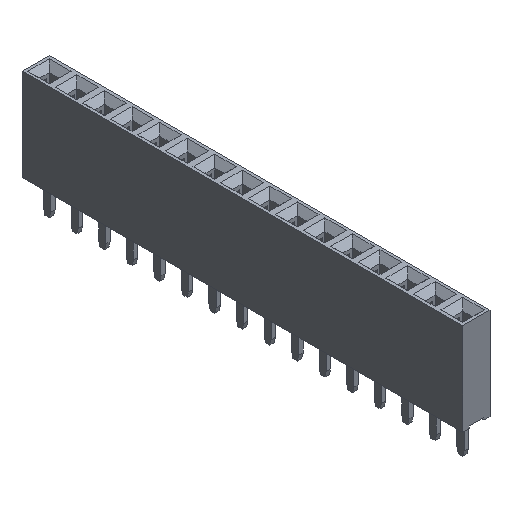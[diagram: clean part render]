
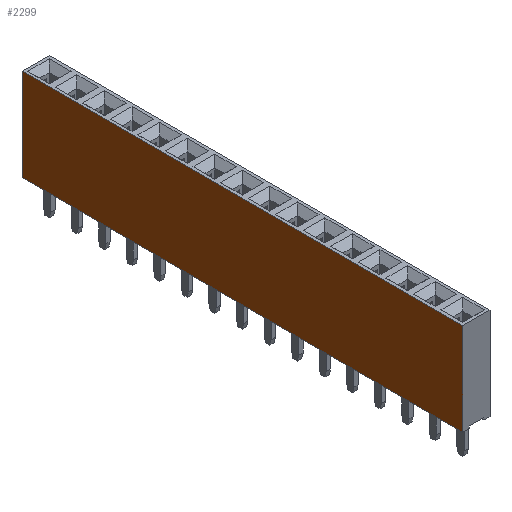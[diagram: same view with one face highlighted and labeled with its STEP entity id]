
A CAD part, isometric view. The second image highlights one B-rep face of the part: STEP entity #2299.
In plain terms, the highlighted planar face has unit normal (-1, 0, 0).
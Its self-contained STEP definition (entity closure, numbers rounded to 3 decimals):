
#901 = VERTEX_POINT('',#902);
#902 = CARTESIAN_POINT('',(-1.25,1.27,0.));
#910 = EDGE_CURVE('',#901,#911,#913,.T.);
#911 = VERTEX_POINT('',#912);
#912 = CARTESIAN_POINT('',(-1.25,1.27,8.5));
#913 = LINE('',#914,#915);
#914 = CARTESIAN_POINT('',(-1.25,1.27,0.));
#915 = VECTOR('',#916,1.);
#916 = DIRECTION('',(0.,0.,1.));
#991 = EDGE_CURVE('',#992,#901,#994,.T.);
#992 = VERTEX_POINT('',#993);
#993 = CARTESIAN_POINT('',(-1.25,-39.37,0.));
#994 = LINE('',#995,#996);
#995 = CARTESIAN_POINT('',(-1.25,-39.37,0.));
#996 = VECTOR('',#997,1.);
#997 = DIRECTION('',(0.,1.,0.));
#1736 = EDGE_CURVE('',#1737,#911,#1739,.T.);
#1737 = VERTEX_POINT('',#1738);
#1738 = CARTESIAN_POINT('',(-1.25,-39.37,8.5));
#1739 = LINE('',#1740,#1741);
#1740 = CARTESIAN_POINT('',(-1.25,-39.37,8.5));
#1741 = VECTOR('',#1742,1.);
#1742 = DIRECTION('',(0.,1.,0.));
#2299 = ADVANCED_FACE('',(#2300),#2311,.T.);
#2300 = FACE_BOUND('',#2301,.T.);
#2301 = EDGE_LOOP('',(#2302,#2308,#2309,#2310));
#2302 = ORIENTED_EDGE('',*,*,#2303,.T.);
#2303 = EDGE_CURVE('',#992,#1737,#2304,.T.);
#2304 = LINE('',#2305,#2306);
#2305 = CARTESIAN_POINT('',(-1.25,-39.37,0.));
#2306 = VECTOR('',#2307,1.);
#2307 = DIRECTION('',(0.,0.,1.));
#2308 = ORIENTED_EDGE('',*,*,#1736,.T.);
#2309 = ORIENTED_EDGE('',*,*,#910,.F.);
#2310 = ORIENTED_EDGE('',*,*,#991,.F.);
#2311 = PLANE('',#2312);
#2312 = AXIS2_PLACEMENT_3D('',#2313,#2314,#2315);
#2313 = CARTESIAN_POINT('',(-1.25,-39.37,0.));
#2314 = DIRECTION('',(-1.,0.,0.));
#2315 = DIRECTION('',(0.,1.,0.));
